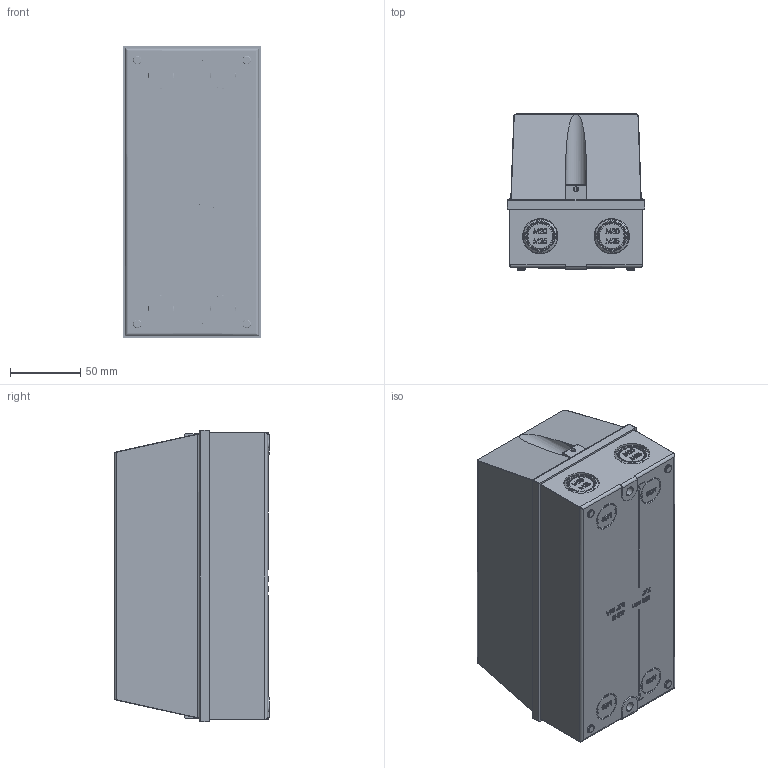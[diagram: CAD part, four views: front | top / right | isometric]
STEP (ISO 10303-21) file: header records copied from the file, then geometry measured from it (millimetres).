
FILE_DESCRIPTION((''),'2;1');
FILE_NAME('ASM0008_ASM','2018-04-21T',('phug'),(''),'PRO/ENGINEER BY PARAMETRIC TECHNOLOGY CORPORATION, 2012480','PRO/ENGINEER BY PARAMETRIC TECHNOLOGY CORPORATION, 2012480','');
FILE_SCHEMA(('AUTOMOTIVE_DESIGN { 1 0 10303 214 1 1 1 1 }'));
Products named in the file (19): 3431C00_1; 3454-32011_1; 2_9X9X5_DIN7981__20073311633_1; PRT0003_1; PRT0004_1; PRT0005_1; 3427E_1; 3434J02_1; PRT0006_1; PRT0007_1; ASM0007_ASM_1_ASM; PRT0008_1; PRT0009_1; ASM0008_ASM_1_ASM; PRT0010_1; ASM0006_ASM_1_ASM; 198E-A0S1_ASM_1_ASM; 3456_TORNILLO; ASM0008_ASM
Assembly tree (24 placements, depth 5):
  ASM0008_ASM
    198E-A0S1_ASM_1_ASM
      ASM0006_ASM_1_ASM
        3431C00_1
        3454-32011_1
        2_9X9X5_DIN7981__20073311633_1  x4
        PRT0003_1
        PRT0004_1  x2
        PRT0005_1
        3427E_1
        3434J02_1
        ASM0007_ASM_1_ASM
          PRT0006_1
          PRT0007_1  x2
        ASM0008_ASM_1_ASM
          PRT0008_1
          PRT0009_1
        PRT0010_1
    3456_TORNILLO  x2
Bounding box: 97.9 x 110.95 x 207.9 mm (x, y, z)
Volume: 298794.1 mm3; surface area: 248849.1 mm2
Topology: 19 solids, 20 shells, 3903 faces, 10264 edges, 6528 vertices
Faces by surface type: plane 1621, cylinder 988, extrusion 499, torus 292, bspline 261, cone 197, sphere 41, revolution 4
Entity records: 197777 total; most frequent: CARTESIAN_POINT 90413, ORIENTED_EDGE 18170, DIRECTION 15175, EDGE_CURVE 9086, PRESENTATION_STYLE_ASSIGNMENT 7799, STYLED_ITEM 7679, CURVE_STYLE 7666, VERTEX_POINT 5842
